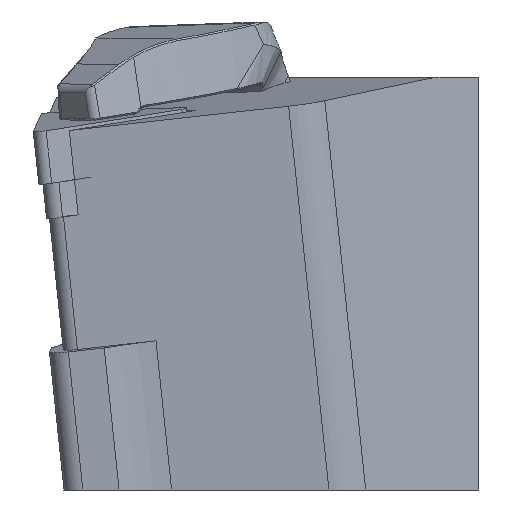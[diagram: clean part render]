
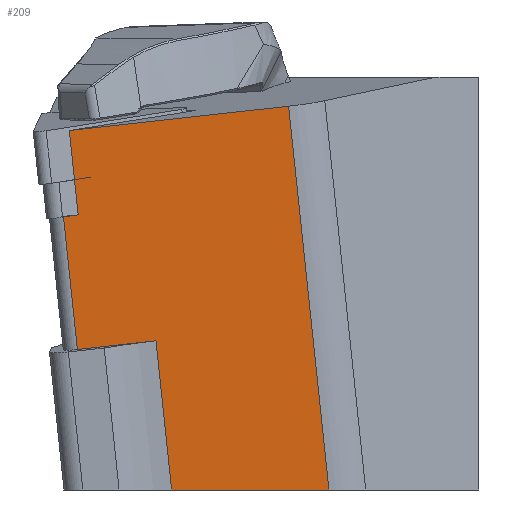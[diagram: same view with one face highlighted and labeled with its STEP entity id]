
A CAD part, left-side view. The second image highlights one B-rep face of the part: STEP entity #209.
In plain terms, the highlighted planar face has unit normal (-0.993, -0.063, -0.098).
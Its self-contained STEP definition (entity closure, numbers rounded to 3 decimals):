
#209=ADVANCED_FACE('',(#384),#324,.T.);
#324=PLANE('',#2049);
#384=FACE_OUTER_BOUND('',#499,.T.);
#499=EDGE_LOOP('',(#970,#971,#972,#973,#974,#975,#976,#977,#978));
#639=LINE('',#2734,#795);
#646=LINE('',#2748,#802);
#647=LINE('',#2751,#803);
#648=LINE('',#2753,#804);
#649=LINE('',#2755,#805);
#650=LINE('',#2757,#806);
#651=LINE('',#2759,#807);
#652=LINE('',#2760,#808);
#653=LINE('',#2762,#809);
#795=VECTOR('',#2232,1.);
#802=VECTOR('',#2243,1.);
#803=VECTOR('',#2244,1.);
#804=VECTOR('',#2245,1.);
#805=VECTOR('',#2246,1.);
#806=VECTOR('',#2247,1.);
#807=VECTOR('',#2248,1.);
#808=VECTOR('',#2249,1.);
#809=VECTOR('',#2250,1.);
#970=ORIENTED_EDGE('',*,*,#1745,.T.);
#971=ORIENTED_EDGE('',*,*,#1746,.F.);
#972=ORIENTED_EDGE('',*,*,#1747,.F.);
#973=ORIENTED_EDGE('',*,*,#1748,.F.);
#974=ORIENTED_EDGE('',*,*,#1749,.F.);
#975=ORIENTED_EDGE('',*,*,#1750,.T.);
#976=ORIENTED_EDGE('',*,*,#1737,.T.);
#977=ORIENTED_EDGE('',*,*,#1751,.T.);
#978=ORIENTED_EDGE('',*,*,#1752,.T.);
#1548=VERTEX_POINT('',#2733);
#1549=VERTEX_POINT('',#2735);
#1554=VERTEX_POINT('',#2749);
#1555=VERTEX_POINT('',#2750);
#1556=VERTEX_POINT('',#2752);
#1557=VERTEX_POINT('',#2754);
#1558=VERTEX_POINT('',#2756);
#1559=VERTEX_POINT('',#2758);
#1560=VERTEX_POINT('',#2761);
#1737=EDGE_CURVE('',#1549,#1548,#639,.T.);
#1745=EDGE_CURVE('',#1554,#1555,#646,.T.);
#1746=EDGE_CURVE('',#1556,#1555,#647,.T.);
#1747=EDGE_CURVE('',#1557,#1556,#648,.T.);
#1748=EDGE_CURVE('',#1558,#1557,#649,.T.);
#1749=EDGE_CURVE('',#1559,#1558,#650,.T.);
#1750=EDGE_CURVE('',#1559,#1549,#651,.T.);
#1751=EDGE_CURVE('',#1548,#1560,#652,.T.);
#1752=EDGE_CURVE('',#1560,#1554,#653,.T.);
#2049=AXIS2_PLACEMENT_3D('',#2763,#2251,#2252);
#2232=DIRECTION('',(-0.052,0.993,-0.11));
#2243=DIRECTION('',(-0.052,0.993,-0.11));
#2244=DIRECTION('',(-0.105,0.104,0.989));
#2245=DIRECTION('',(-0.052,0.993,-0.11));
#2246=DIRECTION('',(-0.105,0.104,0.989));
#2247=DIRECTION('',(-0.063,0.998,0.));
#2248=DIRECTION('',(-0.105,0.104,0.989));
#2249=DIRECTION('',(0.105,-0.104,-0.989));
#2250=DIRECTION('',(0.105,-0.104,-0.989));
#2251=DIRECTION('',(-0.993,-0.063,-0.098));
#2252=DIRECTION('',(-0.099,0.,0.995));
#2733=CARTESIAN_POINT('',(1.663,36.697,0.22));
#2734=CARTESIAN_POINT('',(-1.054,88.498,-5.512));
#2735=CARTESIAN_POINT('',(2.693,17.041,2.394));
#2748=CARTESIAN_POINT('',(2.467,35.799,-7.325));
#2749=CARTESIAN_POINT('',(2.461,35.903,-7.337));
#2750=CARTESIAN_POINT('',(2.392,37.223,-7.483));
#2751=CARTESIAN_POINT('',(3.652,35.97,-19.411));
#2752=CARTESIAN_POINT('',(3.652,35.97,-19.411));
#2753=CARTESIAN_POINT('',(4.752,14.993,-17.09));
#2754=CARTESIAN_POINT('',(4.021,28.934,-18.633));
#2755=CARTESIAN_POINT('',(-1.205,34.132,30.821));
#2756=CARTESIAN_POINT('',(5.434,27.529,-32.));
#2757=CARTESIAN_POINT('',(5.874,20.593,-32.));
#2758=CARTESIAN_POINT('',(6.328,13.426,-32.));
#2759=CARTESIAN_POINT('',(4.752,14.993,-17.09));
#2760=CARTESIAN_POINT('',(2.461,35.903,-7.337));
#2761=CARTESIAN_POINT('',(2.129,36.233,-4.192));
#2762=CARTESIAN_POINT('',(2.461,35.903,-7.337));
#2763=CARTESIAN_POINT('',(4.752,14.993,-17.09));
